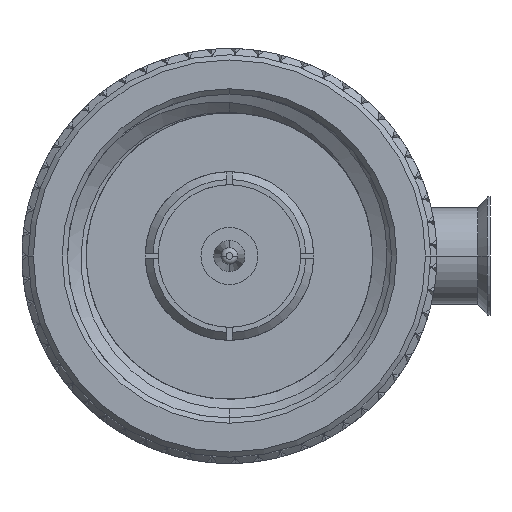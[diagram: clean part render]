
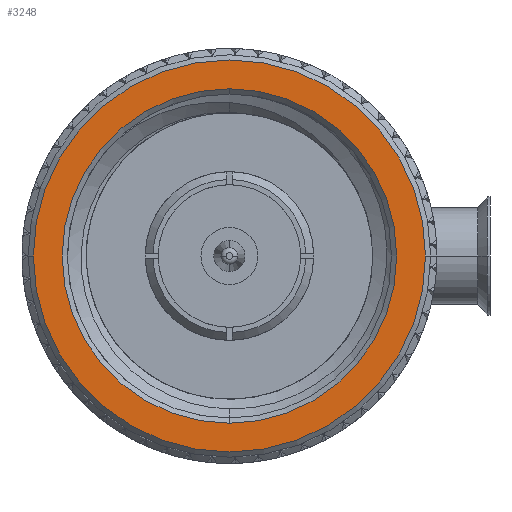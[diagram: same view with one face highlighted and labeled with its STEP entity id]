
A CAD part, left-side view. The second image highlights one B-rep face of the part: STEP entity #3248.
In plain terms, the highlighted planar face has unit normal (-1, 0, 0).
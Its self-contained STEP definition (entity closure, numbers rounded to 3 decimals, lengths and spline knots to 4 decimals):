
#336 = CARTESIAN_POINT ( 'NONE',  ( -0.87, 0., 0. ) ) ;
#2566 = AXIS2_PLACEMENT_3D ( 'NONE', #89657, #55438, #54243 ) ;
#3248 = ADVANCED_FACE ( 'NONE', ( #16624, #90074 ), #53854, .T. ) ;
#7153 = VERTEX_POINT ( 'NONE', #46821 ) ;
#8376 = CIRCLE ( 'NONE', #77191, 0.3781 ) ;
#9194 = CARTESIAN_POINT ( 'NONE',  ( -0.87, 0., 0. ) ) ;
#9616 = EDGE_CURVE ( 'NONE', #59510, #7153, #27754, .T. ) ;
#11217 = CARTESIAN_POINT ( 'NONE',  ( -0.87, 0.3881, 0. ) ) ;
#12450 = AXIS2_PLACEMENT_3D ( 'NONE', #11217, #82376, #18660 ) ;
#14618 = DIRECTION ( 'NONE',  ( 0., -1., 0. ) ) ;
#16624 = FACE_BOUND ( 'NONE', #78396, .T. ) ;
#17672 = VERTEX_POINT ( 'NONE', #34391 ) ;
#18660 = DIRECTION ( 'NONE',  ( 0., -1., 0. ) ) ;
#22044 = CARTESIAN_POINT ( 'NONE',  ( -0.87, 0., 0. ) ) ;
#22183 = VERTEX_POINT ( 'NONE', #80536 ) ;
#24390 = DIRECTION ( 'NONE',  ( 0., -1., 0. ) ) ;
#27754 = CIRCLE ( 'NONE', #70787, 0.3225 ) ;
#28633 = DIRECTION ( 'NONE',  ( 0., -1., 0. ) ) ;
#31858 = CIRCLE ( 'NONE', #2566, 0.3225 ) ;
#32364 = EDGE_CURVE ( 'NONE', #7153, #59510, #31858, .T. ) ;
#34391 = CARTESIAN_POINT ( 'NONE',  ( -0.87, -0.3781, 0. ) ) ;
#39233 = EDGE_CURVE ( 'NONE', #22183, #17672, #8376, .T. ) ;
#43499 = DIRECTION ( 'NONE',  ( 1., 0., 0. ) ) ;
#46821 = CARTESIAN_POINT ( 'NONE',  ( -0.87, 0., 0.3225 ) ) ;
#46946 = AXIS2_PLACEMENT_3D ( 'NONE', #9194, #66352, #24390 ) ;
#53854 = PLANE ( 'NONE',  #12450 ) ;
#54243 = DIRECTION ( 'NONE',  ( 0., -1., 0. ) ) ;
#55438 = DIRECTION ( 'NONE',  ( 1., 0., 0. ) ) ;
#59510 = VERTEX_POINT ( 'NONE', #84807 ) ;
#63002 = CIRCLE ( 'NONE', #46946, 0.3781 ) ;
#66352 = DIRECTION ( 'NONE',  ( -1., 0., 0. ) ) ;
#66408 = ORIENTED_EDGE ( 'NONE', *, *, #85409, .T. ) ;
#70787 = AXIS2_PLACEMENT_3D ( 'NONE', #22044, #43499, #14618 ) ;
#70934 = ORIENTED_EDGE ( 'NONE', *, *, #39233, .T. ) ;
#71199 = DIRECTION ( 'NONE',  ( -1., 0., 0. ) ) ;
#77171 = ORIENTED_EDGE ( 'NONE', *, *, #9616, .T. ) ;
#77191 = AXIS2_PLACEMENT_3D ( 'NONE', #336, #71199, #28633 ) ;
#78396 = EDGE_LOOP ( 'NONE', ( #85683, #77171 ) ) ;
#80536 = CARTESIAN_POINT ( 'NONE',  ( -0.87, 0.3781, 0. ) ) ;
#82376 = DIRECTION ( 'NONE',  ( -1., 0., 0. ) ) ;
#83687 = EDGE_LOOP ( 'NONE', ( #70934, #66408 ) ) ;
#84807 = CARTESIAN_POINT ( 'NONE',  ( -0.87, 0., -0.3225 ) ) ;
#85409 = EDGE_CURVE ( 'NONE', #17672, #22183, #63002, .T. ) ;
#85683 = ORIENTED_EDGE ( 'NONE', *, *, #32364, .T. ) ;
#89657 = CARTESIAN_POINT ( 'NONE',  ( -0.87, 0., 0. ) ) ;
#90074 = FACE_OUTER_BOUND ( 'NONE', #83687, .T. ) ;
